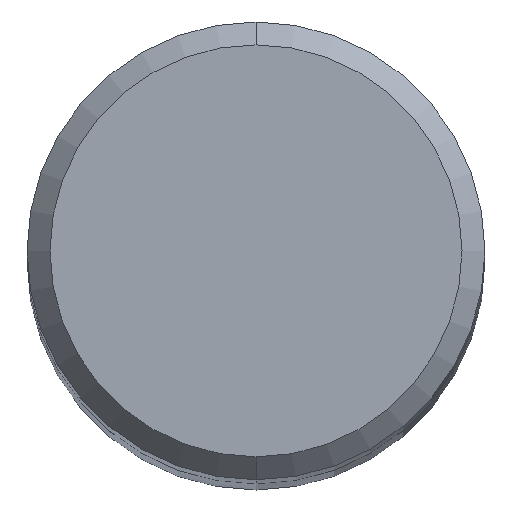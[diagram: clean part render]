
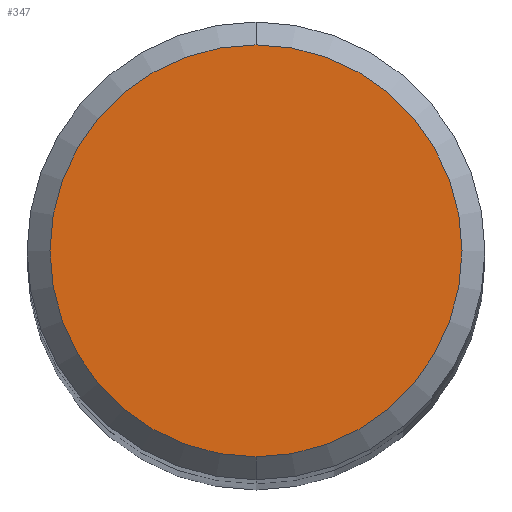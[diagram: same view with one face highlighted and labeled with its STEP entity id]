
A CAD part, top view. The second image highlights one B-rep face of the part: STEP entity #347.
In plain terms, the highlighted planar face has unit normal (0, 0, 1).
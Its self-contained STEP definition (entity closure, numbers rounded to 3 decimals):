
#211=EDGE_CURVE('',#263,#275,#476,.T.);
#263=VERTEX_POINT('',#535);
#275=VERTEX_POINT('',#547);
#319=EDGE_CURVE('',#275,#263,#596,.T.);
#347=ADVANCED_FACE('',(#626),#627,.T.);
#476=CIRCLE('',#886,5.4);
#535=CARTESIAN_POINT('',(0.0,5.4,58.0));
#547=CARTESIAN_POINT('',(0.,-5.4,58.0));
#596=CIRCLE('',#1140,5.4);
#626=FACE_OUTER_BOUND('',#1191,.T.);
#627=PLANE('',#1192);
#886=AXIS2_PLACEMENT_3D('',#1341,#1342,#1343);
#1140=AXIS2_PLACEMENT_3D('',#1483,#1484,#1485);
#1191=EDGE_LOOP('',(#1523,#1524));
#1192=AXIS2_PLACEMENT_3D('',#1525,#1526,#1527);
#1341=CARTESIAN_POINT('',(0.0,0.0,58.0));
#1342=DIRECTION('',(0.0,0.0,-1.0));
#1343=DIRECTION('',(0.0,1.0,0.0));
#1483=CARTESIAN_POINT('',(0.0,0.0,58.0));
#1484=DIRECTION('',(0.0,0.0,-1.0));
#1485=DIRECTION('',(0.0,1.0,0.0));
#1523=ORIENTED_EDGE('',*,*,#211,.F.);
#1524=ORIENTED_EDGE('',*,*,#319,.F.);
#1525=CARTESIAN_POINT('',(0.0,2.7,58.0));
#1526=DIRECTION('',(-0.0,0.0,1.0));
#1527=DIRECTION('',(0.0,-1.0,0.0));
